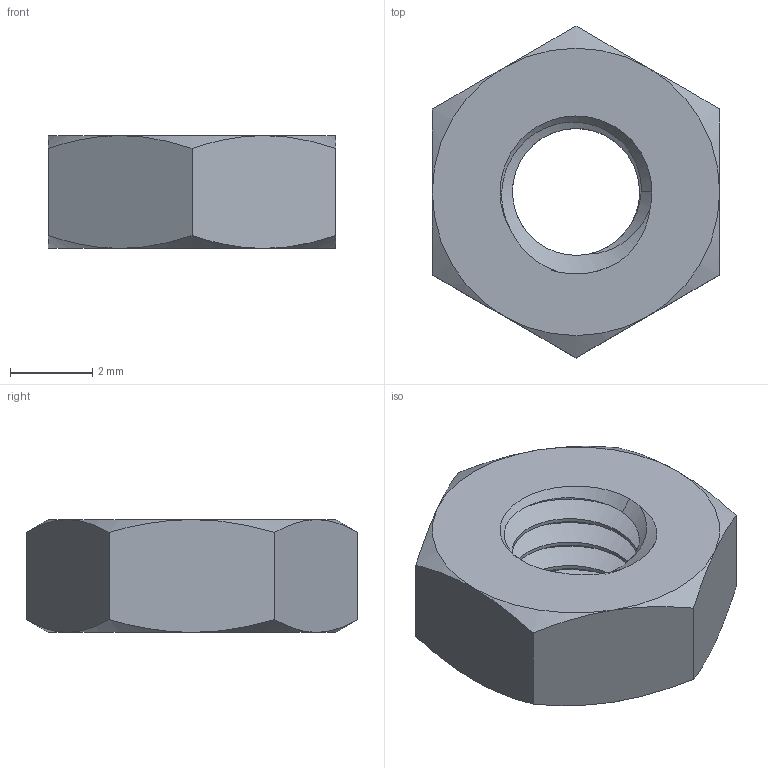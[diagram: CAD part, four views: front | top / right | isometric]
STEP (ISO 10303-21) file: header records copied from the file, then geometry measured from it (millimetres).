
FILE_DESCRIPTION(('Open CASCADE Model'),'2;1');
FILE_NAME('Open CASCADE Shape Model','2023-08-02T22:12:46',('Author'),( 'Open CASCADE'),'Open CASCADE STEP processor 7.7','Open CASCADE 7.7' ,'Unknown');
FILE_SCHEMA(('AUTOMOTIVE_DESIGN { 1 0 10303 214 1 1 1 1 }'));
Length unit declared in the file: millimetre
Products named in the file (1): Open CASCADE STEP translator 7.7 1
Bounding box: 7 x 8.08 x 2.75 mm (x, y, z)
Volume: 88.3 mm3; surface area: 178.5 mm2
Topology: 1 solids, 1 shells, 43 faces, 111 edges, 70 vertices
Faces by surface type: cone 17, cylinder 16, plane 8, bspline 2
Entity records: 3747 total; most frequent: CARTESIAN_POINT 2842, ORIENTED_EDGE 222, DIRECTION 149, EDGE_CURVE 111, VERTEX_POINT 70, AXIS2_PLACEMENT_3D 63, FACE_BOUND 45, EDGE_LOOP 45
